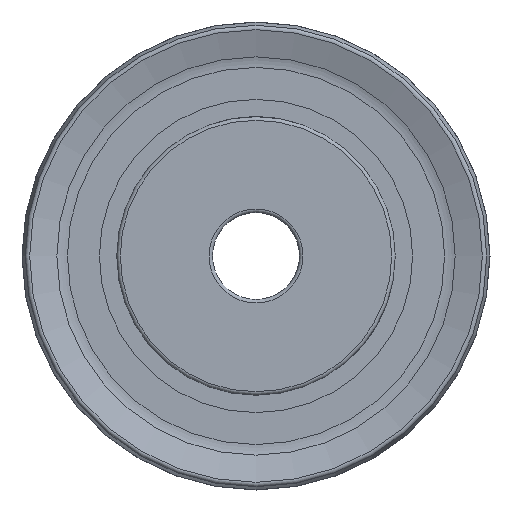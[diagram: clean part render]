
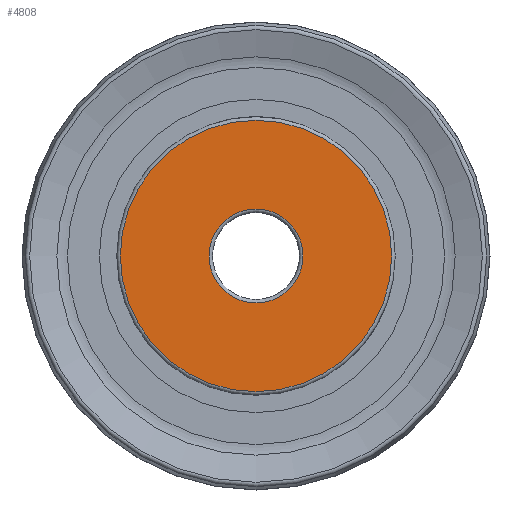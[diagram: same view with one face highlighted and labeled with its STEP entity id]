
A CAD part, left-side view. The second image highlights one B-rep face of the part: STEP entity #4808.
In plain terms, the highlighted planar face has unit normal (-1, 0, 0).
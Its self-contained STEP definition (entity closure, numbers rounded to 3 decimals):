
#22=PLANE('',#5156);
#172=FACE_BOUND('',#975,.T.);
#656=FACE_OUTER_BOUND('',#974,.T.);
#974=EDGE_LOOP('',(#3227));
#975=EDGE_LOOP('',(#3228));
#1299=CIRCLE('',#5154,2.7);
#1301=CIRCLE('',#5157,7.8);
#1933=VERTEX_POINT('',#8243);
#1934=VERTEX_POINT('',#8247);
#2420=EDGE_CURVE('',#1933,#1933,#1299,.T.);
#2422=EDGE_CURVE('',#1934,#1934,#1301,.T.);
#3227=ORIENTED_EDGE('',*,*,#2422,.F.);
#3228=ORIENTED_EDGE('',*,*,#2420,.F.);
#4808=ADVANCED_FACE('',(#656,#172),#22,.T.);
#5154=AXIS2_PLACEMENT_3D('',#8244,#6114,#6115);
#5156=AXIS2_PLACEMENT_3D('',#8246,#6118,#6119);
#5157=AXIS2_PLACEMENT_3D('',#8248,#6120,#6121);
#6114=DIRECTION('center_axis',(-1.,0.,0.));
#6115=DIRECTION('ref_axis',(0.,-1.,0.));
#6118=DIRECTION('center_axis',(-1.,0.,0.));
#6119=DIRECTION('ref_axis',(0.,0.,1.));
#6120=DIRECTION('center_axis',(1.,0.,0.));
#6121=DIRECTION('ref_axis',(0.,-1.,0.));
#8243=CARTESIAN_POINT('',(-21.,0.,2.7));
#8244=CARTESIAN_POINT('Origin',(-21.,0.,0.));
#8246=CARTESIAN_POINT('Origin',(-21.,8.,0.));
#8247=CARTESIAN_POINT('',(-21.,0.,7.8));
#8248=CARTESIAN_POINT('Origin',(-21.,0.,0.));
